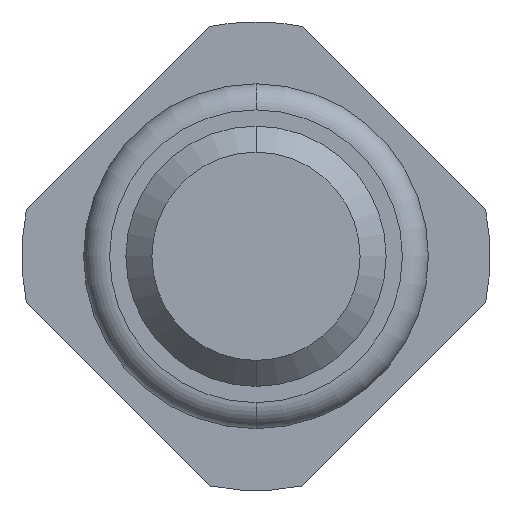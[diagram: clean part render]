
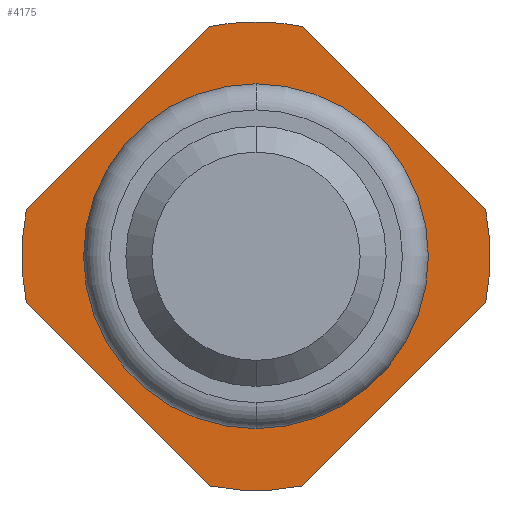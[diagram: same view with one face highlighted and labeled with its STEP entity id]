
A CAD part, front view. The second image highlights one B-rep face of the part: STEP entity #4175.
In plain terms, the highlighted planar face has unit normal (0, -1, 0).
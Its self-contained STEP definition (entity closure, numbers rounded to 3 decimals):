
#57 = CARTESIAN_POINT ( 'NONE',  ( 0., -2., 1.325 ) ) ;
#65 = VERTEX_POINT ( 'NONE', #2185 ) ;
#202 = CARTESIAN_POINT ( 'NONE',  ( 0., -2., 0. ) ) ;
#207 = EDGE_CURVE ( 'Defeature ausgef�hrt2_0+Defeature ausgef�hrt2_12+Defeature ausgef�hrt2_12+Defeature ausgef�hrt2_12', #3364, #4029, #3743, .T. ) ;
#213 = LINE ( 'NONE', #2358, #3208 ) ;
#227 = DIRECTION ( 'NONE',  ( 0.707, 0., -0.707 ) ) ;
#248 = AXIS2_PLACEMENT_3D ( 'NONE', #4024, #957, #3706 ) ;
#265 = CARTESIAN_POINT ( 'NONE',  ( 0.357, -2., 1.764 ) ) ;
#344 = CARTESIAN_POINT ( 'NONE',  ( 0.357, -2., -1.764 ) ) ;
#367 = DIRECTION ( 'NONE',  ( 0., 1., 0. ) ) ;
#399 = VERTEX_POINT ( 'NONE', #2588 ) ;
#530 = LINE ( 'NONE', #3666, #542 ) ;
#539 = CARTESIAN_POINT ( 'NONE',  ( 0., -2., 0. ) ) ;
#542 = VECTOR ( 'NONE', #227, 1000. ) ;
#562 = DIRECTION ( 'NONE',  ( -0.707, 0., 0.707 ) ) ;
#602 = DIRECTION ( 'NONE',  ( 0., 1., 0. ) ) ;
#624 = DIRECTION ( 'NONE',  ( 0., 0., 1. ) ) ;
#679 = CARTESIAN_POINT ( 'NONE',  ( 0., -2., 0. ) ) ;
#747 = CIRCLE ( 'NONE', #2768, 1.8 ) ;
#825 = CIRCLE ( 'NONE', #248, 1.325 ) ;
#957 = DIRECTION ( 'NONE',  ( 0., 1., 0. ) ) ;
#1000 = DIRECTION ( 'NONE',  ( 0., 0., 1. ) ) ;
#1015 = ORIENTED_EDGE ( 'NONE', *, *, #1298, .F. ) ;
#1143 = VERTEX_POINT ( 'NONE', #4320 ) ;
#1153 = ORIENTED_EDGE ( 'NONE', *, *, #3738, .T. ) ;
#1212 = ORIENTED_EDGE ( 'NONE', *, *, #207, .T. ) ;
#1224 = VERTEX_POINT ( 'NONE', #3276 ) ;
#1298 = EDGE_CURVE ( 'Defeature ausgef�hrt2_3+Defeature ausgef�hrt2_0+Defeature ausgef�hrt2_16+Defeature ausgef�hrt2_17', #399, #1143, #2283, .T. ) ;
#1346 = DIRECTION ( 'NONE',  ( 0.707, 0., 0.707 ) ) ;
#1500 = CIRCLE ( 'NONE', #2086, 1.8 ) ;
#1577 = DIRECTION ( 'NONE',  ( 0., 0., 1. ) ) ;
#1616 = ORIENTED_EDGE ( 'NONE', *, *, #2010, .F. ) ;
#1627 = EDGE_CURVE ( 'Defeature ausgef�hrt2_17+Defeature ausgef�hrt2_0+Defeature ausgef�hrt2_3+Defeature ausgef�hrt2_2', #1143, #3167, #3453, .T. ) ;
#1656 = VERTEX_POINT ( 'NONE', #344 ) ;
#1658 = DIRECTION ( 'NONE',  ( 0., 0., 1. ) ) ;
#1671 = CARTESIAN_POINT ( 'NONE',  ( -0.161, -2., 1.961 ) ) ;
#1674 = CARTESIAN_POINT ( 'NONE',  ( 0., -2., 0. ) ) ;
#1688 = PLANE ( 'NONE',  #2859 ) ;
#1697 = ORIENTED_EDGE ( 'NONE', *, *, #3038, .F. ) ;
#1844 = CIRCLE ( 'NONE', #2568, 1.8 ) ;
#1919 = DIRECTION ( 'NONE',  ( 0., 0., 1. ) ) ;
#2010 = EDGE_CURVE ( 'Defeature ausgef�hrt2_15+Defeature ausgef�hrt2_0+Defeature ausgef�hrt2_1+Defeature ausgef�hrt2_4', #3325, #1656, #3952, .T. ) ;
#2040 = DIRECTION ( 'NONE',  ( 0., 1., 0. ) ) ;
#2086 = AXIS2_PLACEMENT_3D ( 'NONE', #4133, #2040, #2418 ) ;
#2136 = DIRECTION ( 'NONE',  ( 0., 1., 0. ) ) ;
#2185 = CARTESIAN_POINT ( 'NONE',  ( 0., -2., 1.8 ) ) ;
#2230 = CARTESIAN_POINT ( 'NONE',  ( 0., -2., 0. ) ) ;
#2267 = EDGE_LOOP ( 'NONE', ( #2492, #1697, #4333, #3369, #1015, #4101, #3171, #1616, #2759 ) ) ;
#2283 = CIRCLE ( 'NONE', #2645, 1.8 ) ;
#2358 = CARTESIAN_POINT ( 'NONE',  ( -0.161, -2., -1.961 ) ) ;
#2372 = AXIS2_PLACEMENT_3D ( 'NONE', #202, #3585, #1919 ) ;
#2405 = EDGE_LOOP ( 'NONE', ( #1212, #1153 ) ) ;
#2418 = DIRECTION ( 'NONE',  ( 0., 0., 1. ) ) ;
#2492 = ORIENTED_EDGE ( 'NONE', *, *, #3700, .F. ) ;
#2568 = AXIS2_PLACEMENT_3D ( 'NONE', #539, #602, #1658 ) ;
#2573 = EDGE_CURVE ( 'Defeature ausgef�hrt2_4+Defeature ausgef�hrt2_0+Defeature ausgef�hrt2_15+Defeature ausgef�hrt2_16', #1656, #1224, #1500, .T. ) ;
#2588 = CARTESIAN_POINT ( 'NONE',  ( -1.764, -2., -0.357 ) ) ;
#2617 = VERTEX_POINT ( 'NONE', #265 ) ;
#2645 = AXIS2_PLACEMENT_3D ( 'NONE', #1674, #367, #624 ) ;
#2746 = CARTESIAN_POINT ( 'NONE',  ( 1.8, -2., 0. ) ) ;
#2759 = ORIENTED_EDGE ( 'NONE', *, *, #3330, .F. ) ;
#2768 = AXIS2_PLACEMENT_3D ( 'NONE', #679, #2136, #2784 ) ;
#2784 = DIRECTION ( 'NONE',  ( 0., 0., 1. ) ) ;
#2859 = AXIS2_PLACEMENT_3D ( 'NONE', #2746, #4106, #1000 ) ;
#2907 = CARTESIAN_POINT ( 'NONE',  ( 1.961, -2., -0.161 ) ) ;
#2969 = CARTESIAN_POINT ( 'NONE',  ( 1.764, -2., -0.357 ) ) ;
#3038 = EDGE_CURVE ( 'Defeature ausgef�hrt2_2+Defeature ausgef�hrt2_0+Defeature ausgef�hrt2_17+Defeature ausgef�hrt2_18', #65, #2617, #747, .T. ) ;
#3087 = CIRCLE ( 'NONE', #4155, 1.8 ) ;
#3095 = FACE_OUTER_BOUND ( 'NONE', #2267, .T. ) ;
#3167 = VERTEX_POINT ( 'NONE', #3193 ) ;
#3171 = ORIENTED_EDGE ( 'NONE', *, *, #2573, .F. ) ;
#3193 = CARTESIAN_POINT ( 'NONE',  ( -0.357, -2., 1.764 ) ) ;
#3208 = VECTOR ( 'NONE', #562, 1000. ) ;
#3243 = DIRECTION ( 'NONE',  ( 0., 1., 0. ) ) ;
#3276 = CARTESIAN_POINT ( 'NONE',  ( -0.357, -2., -1.764 ) ) ;
#3298 = EDGE_CURVE ( 'Defeature ausgef�hrt2_16+Defeature ausgef�hrt2_0+Defeature ausgef�hrt2_4+Defeature ausgef�hrt2_3', #1224, #399, #213, .T. ) ;
#3325 = VERTEX_POINT ( 'NONE', #2969 ) ;
#3330 = EDGE_CURVE ( 'Defeature ausgef�hrt2_1+Defeature ausgef�hrt2_0+Defeature ausgef�hrt2_18+Defeature ausgef�hrt2_15', #3483, #3325, #1844, .T. ) ;
#3335 = FACE_BOUND ( 'NONE', #2405, .T. ) ;
#3364 = VERTEX_POINT ( 'NONE', #57 ) ;
#3369 = ORIENTED_EDGE ( 'NONE', *, *, #1627, .F. ) ;
#3453 = LINE ( 'NONE', #1671, #4457 ) ;
#3478 = CARTESIAN_POINT ( 'NONE',  ( 1.764, -2., 0.357 ) ) ;
#3483 = VERTEX_POINT ( 'NONE', #3478 ) ;
#3585 = DIRECTION ( 'NONE',  ( 0., 1., 0. ) ) ;
#3666 = CARTESIAN_POINT ( 'NONE',  ( 1.961, -2., 0.161 ) ) ;
#3700 = EDGE_CURVE ( 'Defeature ausgef�hrt2_18+Defeature ausgef�hrt2_0+Defeature ausgef�hrt2_2+Defeature ausgef�hrt2_1', #2617, #3483, #530, .T. ) ;
#3706 = DIRECTION ( 'NONE',  ( 0., 0., 1. ) ) ;
#3738 = EDGE_CURVE ( 'Defeature ausgef�hrt2_0+Defeature ausgef�hrt2_12+Defeature ausgef�hrt2_12+Defeature ausgef�hrt2_12', #4029, #3364, #825, .T. ) ;
#3743 = CIRCLE ( 'NONE', #2372, 1.325 ) ;
#3952 = LINE ( 'NONE', #2907, #4386 ) ;
#3991 = CARTESIAN_POINT ( 'NONE',  ( 0., -2., -1.325 ) ) ;
#4024 = CARTESIAN_POINT ( 'NONE',  ( 0., -2., 0. ) ) ;
#4029 = VERTEX_POINT ( 'NONE', #3991 ) ;
#4033 = EDGE_CURVE ( 'Defeature ausgef�hrt2_2+Defeature ausgef�hrt2_0+Defeature ausgef�hrt2_17+Defeature ausgef�hrt2_18', #3167, #65, #3087, .T. ) ;
#4101 = ORIENTED_EDGE ( 'NONE', *, *, #3298, .F. ) ;
#4106 = DIRECTION ( 'NONE',  ( 0., 1., 0. ) ) ;
#4133 = CARTESIAN_POINT ( 'NONE',  ( 0., -2., 0. ) ) ;
#4155 = AXIS2_PLACEMENT_3D ( 'NONE', #2230, #3243, #1577 ) ;
#4175 = ADVANCED_FACE ( 'Defeature ausgef�hrt2_0', ( #3335, #3095 ), #1688, .F. ) ;
#4283 = DIRECTION ( 'NONE',  ( -0.707, 0., -0.707 ) ) ;
#4320 = CARTESIAN_POINT ( 'NONE',  ( -1.764, -2., 0.357 ) ) ;
#4333 = ORIENTED_EDGE ( 'NONE', *, *, #4033, .F. ) ;
#4386 = VECTOR ( 'NONE', #4283, 1000. ) ;
#4457 = VECTOR ( 'NONE', #1346, 1000. ) ;
